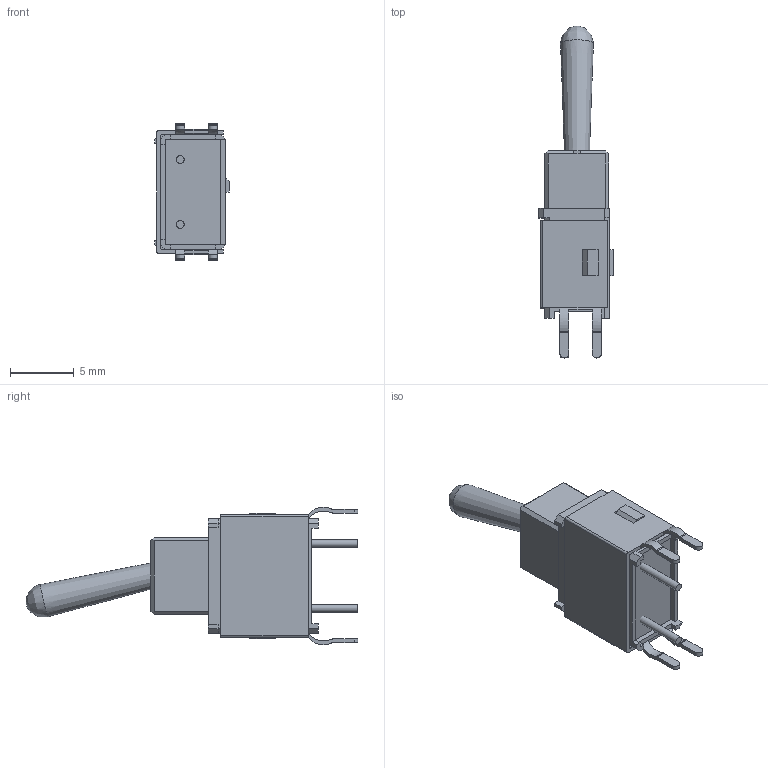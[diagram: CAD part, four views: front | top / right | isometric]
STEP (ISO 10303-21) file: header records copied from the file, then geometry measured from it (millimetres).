
FILE_DESCRIPTION( ( 'STEP AP214' ), '1' );
FILE_NAME( 'A11AB.stp', '2021-10-21T12:37:19', ( 'License CC BY-ND 4.0' ), ( 'CADENAS' ), ' ', 'PARTsolutions', ' ' );
FILE_SCHEMA( ( 'AUTOMOTIVE_DESIGN { 1 0 10303 214 1 1 1 1 }' ) );
Length unit declared in the file: inch
Products named in the file (5): A11AB; _A1-toggle-body; _A11B-toggle-terminals; _A1B-toggle-bracket_str; _AA-toggle-toggle
Assembly tree (4 placements, depth 2):
  A11AB
    _A1-toggle-body
    _A11B-toggle-terminals
    _A1B-toggle-bracket_str
    _AA-toggle-toggle
Bounding box: 5.84 x 25.97 x 10.75 mm (x, y, z)
Volume: 571.4 mm3; surface area: 880.3 mm2
Topology: 4 solids, 4 shells, 148 faces, 389 edges, 255 vertices
Faces by surface type: plane 123, cylinder 23, bspline 1, cone 1
Full cylindrical faces by diameter (mm): 0.61 x2, 3.556 x1
Entity records: 5776 total; most frequent: CARTESIAN_POINT 818, ORIENTED_EDGE 766, DIRECTION 743, EDGE_CURVE 383, LINE 327, VECTOR 327, VERTEX_POINT 255, AXIS2_PLACEMENT_3D 208
